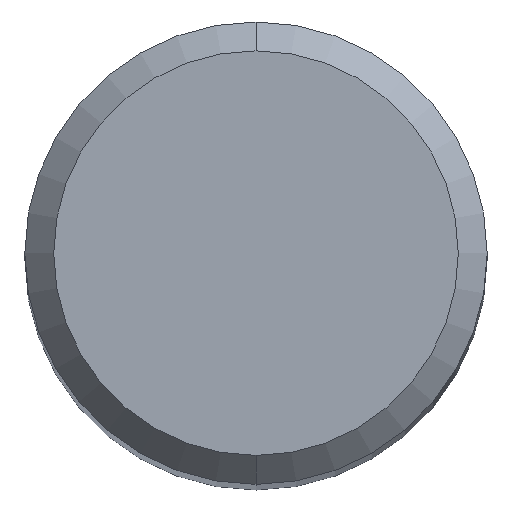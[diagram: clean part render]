
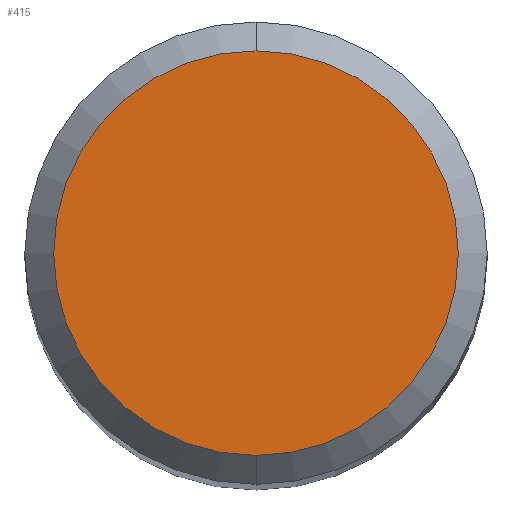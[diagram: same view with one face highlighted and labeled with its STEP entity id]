
A CAD part, top view. The second image highlights one B-rep face of the part: STEP entity #415.
In plain terms, the highlighted planar face has unit normal (0, 0, 1).
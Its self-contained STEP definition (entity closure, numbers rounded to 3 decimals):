
#317=VERTEX_POINT('',#716);
#387=VERTEX_POINT('',#796);
#415=ADVANCED_FACE('',(#827),#828,.T.);
#443=EDGE_CURVE('',#317,#387,#857,.T.);
#565=EDGE_CURVE('',#387,#317,#991,.T.);
#716=CARTESIAN_POINT('',(0.,-2.8,0.0));
#796=CARTESIAN_POINT('',(0.0,2.8,0.0));
#827=FACE_OUTER_BOUND('',#1402,.T.);
#828=PLANE('',#1403);
#857=CIRCLE('',#1448,2.8);
#991=CIRCLE('',#1751,2.8);
#1402=EDGE_LOOP('',(#2050,#2051));
#1403=AXIS2_PLACEMENT_3D('',#2052,#2053,#2054);
#1448=AXIS2_PLACEMENT_3D('',#2081,#2082,#2083);
#1751=AXIS2_PLACEMENT_3D('',#2226,#2227,#2228);
#2050=ORIENTED_EDGE('',*,*,#565,.F.);
#2051=ORIENTED_EDGE('',*,*,#443,.F.);
#2052=CARTESIAN_POINT('',(0.0,1.4,0.0));
#2053=DIRECTION('',(-0.0,0.0,1.0));
#2054=DIRECTION('',(0.0,-1.0,0.0));
#2081=CARTESIAN_POINT('',(0.0,0.0,0.0));
#2082=DIRECTION('',(0.0,0.0,-1.0));
#2083=DIRECTION('',(0.0,1.0,0.0));
#2226=CARTESIAN_POINT('',(0.0,0.0,0.0));
#2227=DIRECTION('',(0.0,0.0,-1.0));
#2228=DIRECTION('',(0.0,1.0,0.0));
